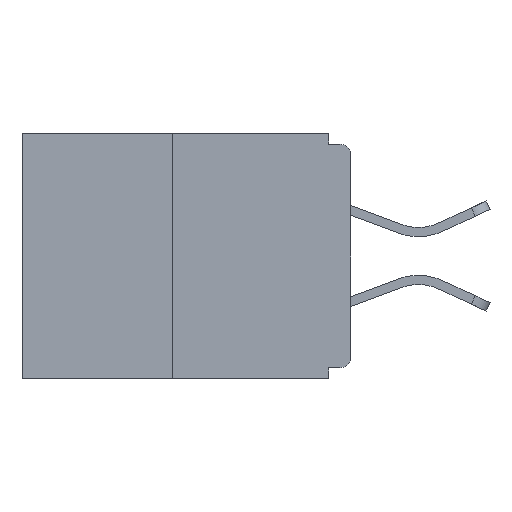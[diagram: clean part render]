
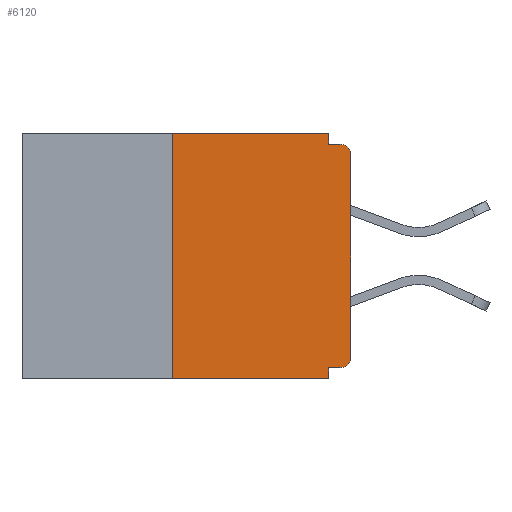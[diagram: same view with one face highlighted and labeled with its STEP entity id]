
A CAD part, left-side view. The second image highlights one B-rep face of the part: STEP entity #6120.
In plain terms, the highlighted planar face has unit normal (-1, 0, 0).
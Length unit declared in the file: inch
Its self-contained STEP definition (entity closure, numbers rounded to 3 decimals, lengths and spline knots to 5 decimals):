
#139 = AXIS2_PLACEMENT_3D ( 'NONE', #4355, #10189, #6308 ) ;
#170 = CARTESIAN_POINT ( 'NONE',  ( 0., 0., -0.03 ) ) ;
#199 = VECTOR ( 'NONE', #601, 39.37008 ) ;
#278 = VECTOR ( 'NONE', #1449, 39.37008 ) ;
#436 = CARTESIAN_POINT ( 'NONE',  ( 0., 0.46, 0. ) ) ;
#601 = DIRECTION ( 'NONE',  ( 0., 0., -1. ) ) ;
#605 = CARTESIAN_POINT ( 'NONE',  ( 0., 0.031, -0.015 ) ) ;
#681 = CARTESIAN_POINT ( 'NONE',  ( 0., 0.25, -0.343 ) ) ;
#705 = VERTEX_POINT ( 'NONE', #8408 ) ;
#1366 = ORIENTED_EDGE ( 'NONE', *, *, #11978, .F. ) ;
#1449 = DIRECTION ( 'NONE',  ( 0., 0., 1. ) ) ;
#1560 = ORIENTED_EDGE ( 'NONE', *, *, #8692, .F. ) ;
#1710 = VECTOR ( 'NONE', #6541, 39.37008 ) ;
#1860 = CARTESIAN_POINT ( 'NONE',  ( 0., 0.25, 0. ) ) ;
#1880 = CARTESIAN_POINT ( 'NONE',  ( 0., 0.031, 0. ) ) ;
#1885 = ORIENTED_EDGE ( 'NONE', *, *, #3427, .F. ) ;
#1912 = CARTESIAN_POINT ( 'NONE',  ( 0., 0.015, -0.313 ) ) ;
#2113 = VECTOR ( 'NONE', #4375, 39.37008 ) ;
#2137 = LINE ( 'NONE', #11911, #9419 ) ;
#2203 = AXIS2_PLACEMENT_3D ( 'NONE', #1912, #12056, #5957 ) ;
#2495 = CARTESIAN_POINT ( 'NONE',  ( 0., 0.25, 0. ) ) ;
#2588 = CARTESIAN_POINT ( 'NONE',  ( 0., 0.031, 0. ) ) ;
#3044 = VERTEX_POINT ( 'NONE', #7669 ) ;
#3406 = DIRECTION ( 'NONE',  ( 0., 0., -1. ) ) ;
#3427 = EDGE_CURVE ( 'NONE', #8200, #12562, #5211, .T. ) ;
#3439 = CIRCLE ( 'NONE', #2203, 0.015 ) ;
#3475 = EDGE_CURVE ( 'NONE', #12826, #8580, #3439, .T. ) ;
#3712 = LINE ( 'NONE', #436, #5476 ) ;
#3714 = EDGE_CURVE ( 'NONE', #3044, #705, #5787, .T. ) ;
#4169 = LINE ( 'NONE', #11159, #7307 ) ;
#4355 = CARTESIAN_POINT ( 'NONE',  ( 0., 0.46, 0. ) ) ;
#4375 = DIRECTION ( 'NONE',  ( 0., 1., 0. ) ) ;
#4396 = VECTOR ( 'NONE', #3406, 39.37008 ) ;
#4521 = ORIENTED_EDGE ( 'NONE', *, *, #3714, .F. ) ;
#4539 = AXIS2_PLACEMENT_3D ( 'NONE', #11148, #12202, #9007 ) ;
#4777 = LINE ( 'NONE', #2588, #199 ) ;
#4829 = EDGE_CURVE ( 'NONE', #12562, #9389, #3712, .T. ) ;
#5024 = VERTEX_POINT ( 'NONE', #605 ) ;
#5211 = LINE ( 'NONE', #2495, #278 ) ;
#5476 = VECTOR ( 'NONE', #7497, 39.37008 ) ;
#5770 = EDGE_CURVE ( 'NONE', #10138, #8231, #6203, .T. ) ;
#5787 = LINE ( 'NONE', #10351, #4396 ) ;
#5907 = DIRECTION ( 'NONE',  ( 0., 0., 1. ) ) ;
#5957 = DIRECTION ( 'NONE',  ( 0., 0., -1. ) ) ;
#6081 = EDGE_CURVE ( 'NONE', #9389, #5024, #4777, .T. ) ;
#6120 = ADVANCED_FACE ( 'NONE', ( #9789 ), #11309, .F. ) ;
#6203 = CIRCLE ( 'NONE', #4539, 0.015 ) ;
#6308 = DIRECTION ( 'NONE',  ( 0., 0., -1. ) ) ;
#6541 = DIRECTION ( 'NONE',  ( 0., -1., 0. ) ) ;
#6652 = EDGE_CURVE ( 'NONE', #8200, #705, #4169, .T. ) ;
#7095 = ORIENTED_EDGE ( 'NONE', *, *, #6081, .F. ) ;
#7307 = VECTOR ( 'NONE', #9158, 39.37008 ) ;
#7461 = EDGE_LOOP ( 'NONE', ( #9408, #1885, #10957, #4521, #1366, #8342, #10480, #11465, #1560, #7095 ) ) ;
#7497 = DIRECTION ( 'NONE',  ( 0., -1., 0. ) ) ;
#7669 = CARTESIAN_POINT ( 'NONE',  ( 0., 0.031, -0.328 ) ) ;
#7740 = CARTESIAN_POINT ( 'NONE',  ( 0., 0.015, -0.015 ) ) ;
#8200 = VERTEX_POINT ( 'NONE', #681 ) ;
#8231 = VERTEX_POINT ( 'NONE', #7740 ) ;
#8342 = ORIENTED_EDGE ( 'NONE', *, *, #3475, .T. ) ;
#8408 = CARTESIAN_POINT ( 'NONE',  ( 0., 0.031, -0.343 ) ) ;
#8580 = VERTEX_POINT ( 'NONE', #10599 ) ;
#8692 = EDGE_CURVE ( 'NONE', #5024, #8231, #11228, .T. ) ;
#9007 = DIRECTION ( 'NONE',  ( 0., 0., -1. ) ) ;
#9158 = DIRECTION ( 'NONE',  ( 0., -1., 0. ) ) ;
#9389 = VERTEX_POINT ( 'NONE', #1880 ) ;
#9408 = ORIENTED_EDGE ( 'NONE', *, *, #4829, .F. ) ;
#9419 = VECTOR ( 'NONE', #5907, 39.37008 ) ;
#9539 = LINE ( 'NONE', #10374, #2113 ) ;
#9789 = FACE_OUTER_BOUND ( 'NONE', #7461, .T. ) ;
#10138 = VERTEX_POINT ( 'NONE', #170 ) ;
#10189 = DIRECTION ( 'NONE',  ( 1., 0., 0. ) ) ;
#10351 = CARTESIAN_POINT ( 'NONE',  ( 0., 0.031, -0.343 ) ) ;
#10374 = CARTESIAN_POINT ( 'NONE',  ( 0., 0., -0.328 ) ) ;
#10480 = ORIENTED_EDGE ( 'NONE', *, *, #11115, .T. ) ;
#10599 = CARTESIAN_POINT ( 'NONE',  ( 0., 0., -0.313 ) ) ;
#10957 = ORIENTED_EDGE ( 'NONE', *, *, #6652, .T. ) ;
#11115 = EDGE_CURVE ( 'NONE', #8580, #10138, #2137, .T. ) ;
#11148 = CARTESIAN_POINT ( 'NONE',  ( 0., 0.015, -0.03 ) ) ;
#11159 = CARTESIAN_POINT ( 'NONE',  ( 0., 0.46, -0.343 ) ) ;
#11228 = LINE ( 'NONE', #11582, #1710 ) ;
#11309 = PLANE ( 'NONE',  #139 ) ;
#11465 = ORIENTED_EDGE ( 'NONE', *, *, #5770, .T. ) ;
#11582 = CARTESIAN_POINT ( 'NONE',  ( 0., 0., -0.015 ) ) ;
#11911 = CARTESIAN_POINT ( 'NONE',  ( 0., 0., 0. ) ) ;
#11978 = EDGE_CURVE ( 'NONE', #12826, #3044, #9539, .T. ) ;
#12056 = DIRECTION ( 'NONE',  ( -1., 0., 0. ) ) ;
#12096 = CARTESIAN_POINT ( 'NONE',  ( 0., 0.015, -0.328 ) ) ;
#12202 = DIRECTION ( 'NONE',  ( -1., 0., 0. ) ) ;
#12562 = VERTEX_POINT ( 'NONE', #1860 ) ;
#12826 = VERTEX_POINT ( 'NONE', #12096 ) ;
